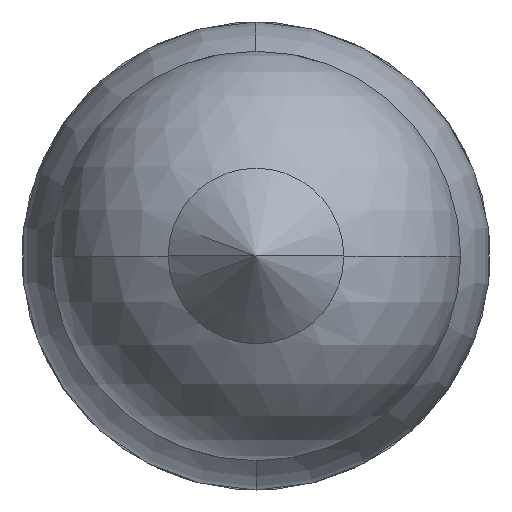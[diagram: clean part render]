
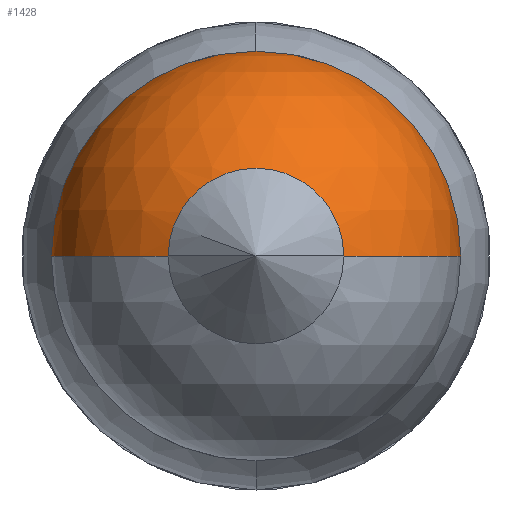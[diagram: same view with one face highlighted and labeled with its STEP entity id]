
A CAD part, front view. The second image highlights one B-rep face of the part: STEP entity #1428.
In plain terms, the highlighted spherical face has radius 0.35 mm.
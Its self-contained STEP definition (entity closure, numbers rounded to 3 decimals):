
#43 = CARTESIAN_POINT ( 'NONE',  ( 0., -13.694, 0. ) ) ;
#249 = DIRECTION ( 'NONE',  ( 0., 1., 0. ) ) ;
#254 = ORIENTED_EDGE ( 'NONE', *, *, #2657, .F. ) ;
#260 = DIRECTION ( 'NONE',  ( -1., 0., 0. ) ) ;
#262 = CARTESIAN_POINT ( 'NONE',  ( 0., -13.694, 0. ) ) ;
#266 = CARTESIAN_POINT ( 'NONE',  ( -0.35, -13.694, 0. ) ) ;
#386 = ORIENTED_EDGE ( 'NONE', *, *, #2692, .T. ) ;
#431 = CIRCLE ( 'NONE', #1423, 0.35 ) ;
#473 = EDGE_CURVE ( 'Defeature ausgef�hrt1_0+Defeature ausgef�hrt1_9+Defeature ausgef�hrt1_9+Defeature ausgef�hrt1_9', #1296, #1004, #998, .T. ) ;
#581 = CIRCLE ( 'NONE', #1361, 0.35 ) ;
#615 = ORIENTED_EDGE ( 'NONE', *, *, #473, .T. ) ;
#688 = ORIENTED_EDGE ( 'NONE', *, *, #2567, .F. ) ;
#705 = DIRECTION ( 'NONE',  ( 0., 1., 0. ) ) ;
#706 = DIRECTION ( 'NONE',  ( 0., 0., -1. ) ) ;
#714 = CARTESIAN_POINT ( 'NONE',  ( 0.35, -13.694, 0. ) ) ;
#727 = DIRECTION ( 'NONE',  ( 0., 0., 1. ) ) ;
#730 = AXIS2_PLACEMENT_3D ( 'NONE', #2545, #1344, #2877 ) ;
#778 = DIRECTION ( 'NONE',  ( 1., 0., 0. ) ) ;
#880 = VERTEX_POINT ( 'NONE', #1247 ) ;
#958 = SPHERICAL_SURFACE ( 'NONE', #730, 0.35 ) ;
#977 = CIRCLE ( 'NONE', #2320, 0.35 ) ;
#998 = CIRCLE ( 'NONE', #1576, 0.15 ) ;
#1004 = VERTEX_POINT ( 'NONE', #2812 ) ;
#1164 = CARTESIAN_POINT ( 'NONE',  ( 0., -14.01, 0. ) ) ;
#1178 = CARTESIAN_POINT ( 'NONE',  ( 0., -13.694, 0. ) ) ;
#1247 = CARTESIAN_POINT ( 'NONE',  ( 0., -13.694, 0.35 ) ) ;
#1296 = VERTEX_POINT ( 'NONE', #2527 ) ;
#1343 = EDGE_LOOP ( 'NONE', ( #1591, #615, #386, #254, #688 ) ) ;
#1344 = DIRECTION ( 'NONE',  ( 0., 0., -1. ) ) ;
#1356 = DIRECTION ( 'NONE',  ( 0., 0., 1. ) ) ;
#1361 = AXIS2_PLACEMENT_3D ( 'NONE', #1593, #706, #2220 ) ;
#1423 = AXIS2_PLACEMENT_3D ( 'NONE', #1178, #1652, #778 ) ;
#1428 = ADVANCED_FACE ( 'Defeature ausgef�hrt1_0', ( #2847 ), #958, .T. ) ;
#1546 = VERTEX_POINT ( 'NONE', #266 ) ;
#1576 = AXIS2_PLACEMENT_3D ( 'NONE', #1164, #705, #260 ) ;
#1591 = ORIENTED_EDGE ( 'NONE', *, *, #2636, .F. ) ;
#1593 = CARTESIAN_POINT ( 'NONE',  ( 0., -13.694, 0. ) ) ;
#1631 = AXIS2_PLACEMENT_3D ( 'NONE', #262, #249, #1356 ) ;
#1652 = DIRECTION ( 'NONE',  ( 0., 0., 1. ) ) ;
#2048 = DIRECTION ( 'NONE',  ( 0., 1., 0. ) ) ;
#2179 = CIRCLE ( 'NONE', #1631, 0.35 ) ;
#2220 = DIRECTION ( 'NONE',  ( -1., 0., 0. ) ) ;
#2320 = AXIS2_PLACEMENT_3D ( 'NONE', #43, #2048, #727 ) ;
#2527 = CARTESIAN_POINT ( 'NONE',  ( -0.15, -14.01, 0. ) ) ;
#2545 = CARTESIAN_POINT ( 'NONE',  ( 0., -13.694, 0. ) ) ;
#2567 = EDGE_CURVE ( 'Defeature ausgef�hrt1_4+Defeature ausgef�hrt1_0+Defeature ausgef�hrt1_0+Defeature ausgef�hrt1_0', #1546, #880, #2179, .T. ) ;
#2632 = VERTEX_POINT ( 'NONE', #714 ) ;
#2636 = EDGE_CURVE ( 'NONE', #1296, #1546, #581, .T. ) ;
#2657 = EDGE_CURVE ( 'Defeature ausgef�hrt1_4+Defeature ausgef�hrt1_0+Defeature ausgef�hrt1_0+Defeature ausgef�hrt1_0', #880, #2632, #977, .T. ) ;
#2692 = EDGE_CURVE ( 'NONE', #1004, #2632, #431, .T. ) ;
#2812 = CARTESIAN_POINT ( 'NONE',  ( 0.15, -14.01, 0. ) ) ;
#2847 = FACE_OUTER_BOUND ( 'NONE', #1343, .T. ) ;
#2877 = DIRECTION ( 'NONE',  ( 1., 0., 0. ) ) ;
